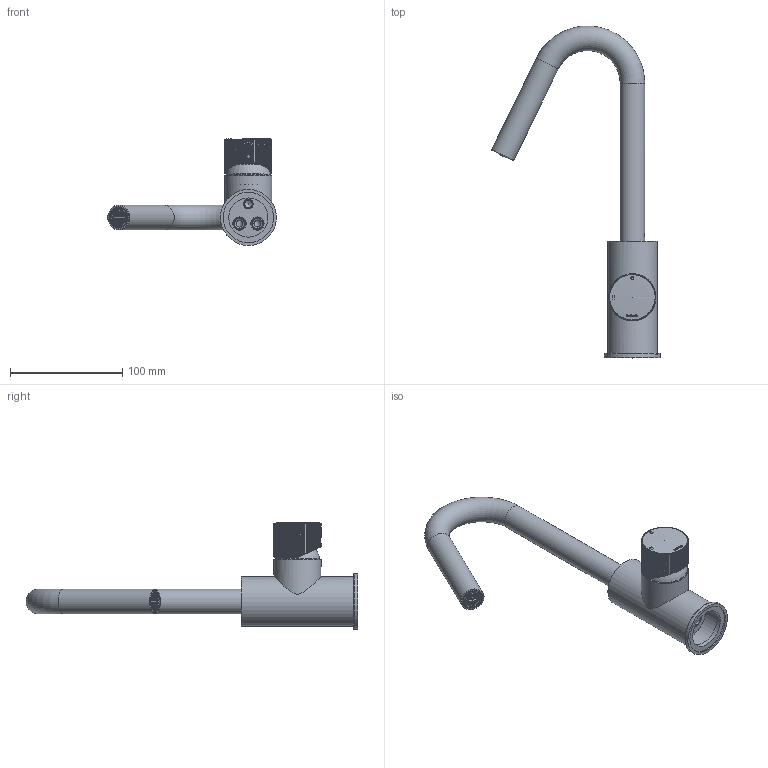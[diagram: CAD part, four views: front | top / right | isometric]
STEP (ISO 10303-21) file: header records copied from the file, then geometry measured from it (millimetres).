
FILE_DESCRIPTION(/* description */ ('Unknown'),/* implementation_level */ '2;1');
FILE_NAME(/* name */ 'GY004R-00',/* time_stamp */ '2024-12-13T15:02:04+01:00',/* author */ ('Unknown'),/* organization */ ('Unknown'),/* preprocessor_version */ 'ST-DEVELOPER v19.4',/* originating_system */ 'Solid Edge',/* authorisation */ 'Unknown');
FILE_SCHEMA (('AUTOMOTIVE_DESIGN {1 0 10303 214 3 1 1}'));
Length unit declared in the file: millimetre
Products named in the file (11): GY004R-00; GY004-003; GY004-03; CB004-11; CB004-04; CB003-02; CB003-05; CB004-005; CB004-13; GY004-001_oa_0; GY004-01
Assembly tree (10 placements, depth 3):
  GY004R-00
    GY004-003
      GY004-03
      CB004-11
    CB004-04
    CB003-02
    CB003-05
    CB004-005
    CB004-13
    GY004-001_oa_0
      GY004-01
Bounding box: 150.69 x 296.36 x 95.55 mm (x, y, z)
Volume: 162288.9 mm3; surface area: 95707.7 mm2
Topology: 8 solids, 154 shells, 1794 faces, 3911 edges, 2466 vertices
Faces by surface type: plane 770, cylinder 480, bspline 403, torus 105, cone 35, sphere 1
Full cylindrical faces by diameter (mm): 0.75 x146, 3.3 x1, 4 x1, 4.2 x1, 5 x3, 6 x2, 6.647 x2, 7 x3, 8 x1, 8.917 x4, 11 x3, 13.8 x1, 14 x1, 14.917 x1, 15 x1, 15.5 x1, 16 x1, 16.9 x1, 17 x2, 17.4 x2, 18 x10, 18.4 x1, 18.75 x1, 22 x2, 22.3 x1, 26 x1, 28.3 x1, 30.376 x2, 35 x1, 36.917 x2
Entity records: 66924 total; most frequent: CARTESIAN_POINT 19828, ORIENTED_EDGE 6956, DIRECTION 6765, EDGE_CURVE 3478, AXIS2_PLACEMENT_3D 2816, VERTEX_POINT 2300, FACE_BOUND 2106, EDGE_LOOP 2096
